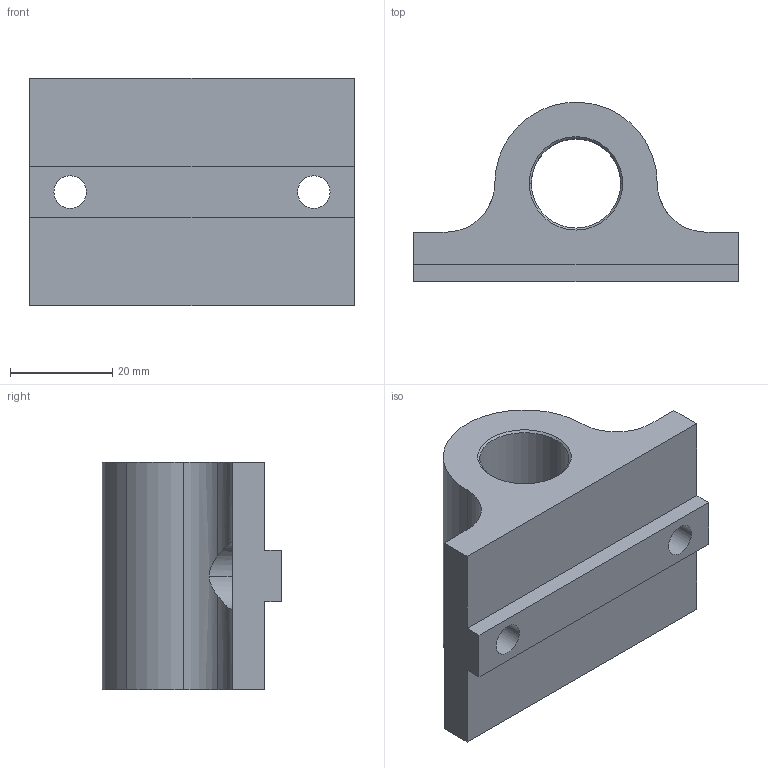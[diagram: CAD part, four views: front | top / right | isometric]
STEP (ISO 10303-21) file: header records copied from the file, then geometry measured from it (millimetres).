
FILE_DESCRIPTION((''),'2;1');
FILE_NAME('pillowblock-J.stp','2002-01-11T21:47:02',('Ed Sparks'),(''),'Autodesk Inventor (tm) 3.0','Autodesk Inventor (tm) 3.0','');
FILE_SCHEMA(('CONFIG_CONTROL_DESIGN'));
Length unit declared in the file: inch
Products named in the file (1): pillowblock-J
Bounding box: 63.5 x 35.03 x 44.45 mm (x, y, z)
Volume: 41348.9 mm3; surface area: 12520.1 mm2
Topology: 1 solids, 1 shells, 37 faces, 97 edges, 62 vertices
Faces by surface type: cylinder 12, plane 11, cone 8, bspline 6
Entity records: 1378 total; most frequent: CARTESIAN_POINT 363, ORIENTED_EDGE 194, DIRECTION 189, EDGE_CURVE 97, AXIS2_PLACEMENT_3D 68, VERTEX_POINT 62, VECTOR 53, LINE 53
